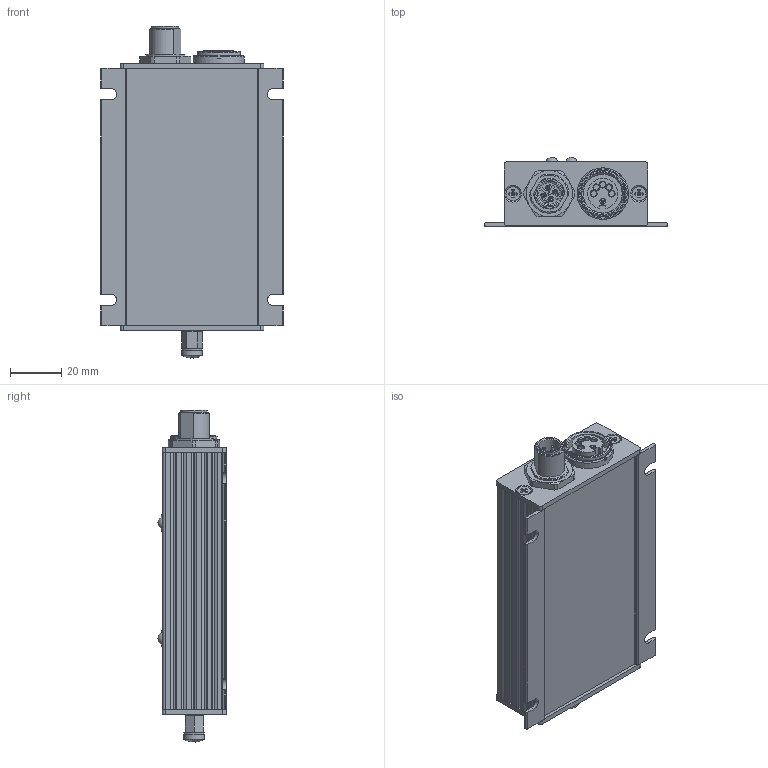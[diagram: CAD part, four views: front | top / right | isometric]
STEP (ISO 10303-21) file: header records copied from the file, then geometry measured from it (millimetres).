
FILE_DESCRIPTION(/* description */ (''),/* implementation_level */ '2;1');
FILE_NAME(/* name */ 'Schaltverstärker DLC-20.stp',/* time_stamp */ '2018-01-17T19:54:21+01:00',/* author */ ('kuttig'),/* organization */ (''),/* preprocessor_version */ 'ST-DEVELOPER v15.2',/* originating_system */ 'Autodesk Inventor 2014',/* authorisation */ '');
FILE_SCHEMA (('AUTOMOTIVE_DESIGN { 1 0 10303 214 3 1 1 }'));
Products named in the file (1): Schaltverstärker DLC-20
Bounding box: 71 x 26.8 x 129.06 mm (x, y, z)
Volume: 39918.6 mm3; surface area: 62735.2 mm2
Topology: 15 solids, 20 shells, 3694 faces, 9821 edges, 6412 vertices
Faces by surface type: plane 1745, bspline 1155, cylinder 585, sphere 73, torus 70, cone 66
Full cylindrical faces by diameter (mm): 0.314 x1, 0.77 x4, 0.97 x4, 1 x4, 1.05 x4, 1.2 x10, 1.3 x10, 1.4 x1, 1.8 x2, 2 x16, 2.2 x5, 2.25 x1, 3.242 x3, 3.5 x4, 4 x2, 4.3 x1, 5 x4, 5.5 x4, 6.5 x4, 7.7 x1, 8 x1, 8.3 x1, 10.4 x1, 11 x1, 11.7 x1, 13 x1, 13.85 x1, 15.1 x1, 15.188 x1, 15.6 x1
Entity records: 131948 total; most frequent: CARTESIAN_POINT 44844, ORIENTED_EDGE 19134, DIRECTION 13547, EDGE_CURVE 9567, VERTEX_POINT 6320, LINE 5675, VECTOR 5675, EDGE_LOOP 4183
